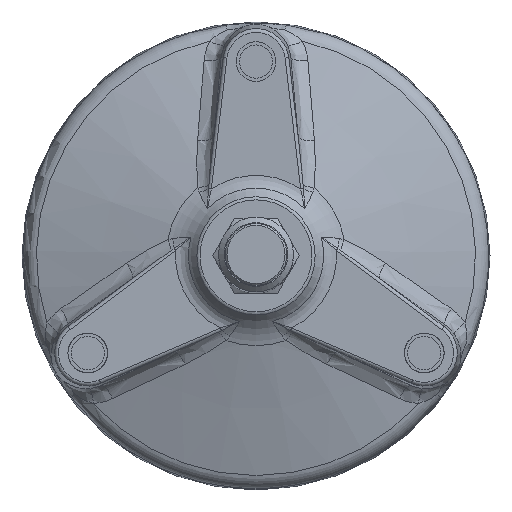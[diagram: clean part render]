
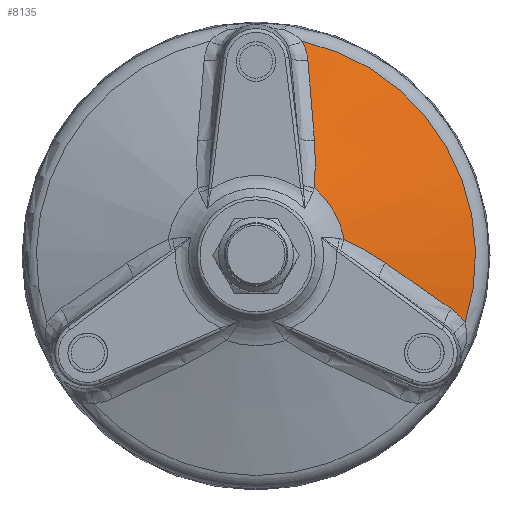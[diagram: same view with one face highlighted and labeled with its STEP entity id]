
A CAD part, top view. The second image highlights one B-rep face of the part: STEP entity #8135.
In plain terms, the highlighted conical face has half-angle 73.2 degrees and reference radius 61.888 mm.
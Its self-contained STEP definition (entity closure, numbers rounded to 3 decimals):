
#654=B_SPLINE_CURVE_WITH_KNOTS('',3,(#11443,#11444,#11445,#11446,#11447),
 .UNSPECIFIED.,.F.,.F.,(4,1,4),(0.,0.007,
0.013),.UNSPECIFIED.);
#655=B_SPLINE_CURVE_WITH_KNOTS('',3,(#11465,#11466,#11467,#11468,#11469),
 .UNSPECIFIED.,.F.,.F.,(4,1,4),(0.,0.007,0.013),
 .UNSPECIFIED.);
#657=B_SPLINE_CURVE_WITH_KNOTS('',3,(#11489,#11490,#11491,#11492),
 .UNSPECIFIED.,.F.,.F.,(4,4),(0.,0.022),.UNSPECIFIED.);
#659=B_SPLINE_CURVE_WITH_KNOTS('',3,(#11514,#11515,#11516,#11517),
 .UNSPECIFIED.,.F.,.F.,(4,4),(0.,0.006),
 .UNSPECIFIED.);
#660=B_SPLINE_CURVE_WITH_KNOTS('',3,(#11530,#11531,#11532,#11533),
 .UNSPECIFIED.,.F.,.F.,(4,4),(0.,0.022),.UNSPECIFIED.);
#663=B_SPLINE_CURVE_WITH_KNOTS('',3,(#11562,#11563,#11564,#11565),
 .UNSPECIFIED.,.F.,.F.,(4,4),(0.,0.006),.UNSPECIFIED.);
#832=CONICAL_SURFACE('',#8577,61.888,1.278);
#1284=ORIENTED_EDGE('',*,*,#2717,.T.);
#1285=ORIENTED_EDGE('',*,*,#2716,.T.);
#1286=ORIENTED_EDGE('',*,*,#2770,.T.);
#1287=ORIENTED_EDGE('',*,*,#2723,.T.);
#1288=ORIENTED_EDGE('',*,*,#2712,.T.);
#1289=ORIENTED_EDGE('',*,*,#2709,.T.);
#1290=ORIENTED_EDGE('',*,*,#2754,.T.);
#1291=ORIENTED_EDGE('',*,*,#2707,.T.);
#2707=EDGE_CURVE('',#3475,#3484,#654,.T.);
#2709=EDGE_CURVE('',#3485,#3473,#655,.T.);
#2712=EDGE_CURVE('',#3486,#3485,#657,.T.);
#2716=EDGE_CURVE('',#3488,#3490,#659,.T.);
#2717=EDGE_CURVE('',#3484,#3488,#660,.T.);
#2723=EDGE_CURVE('',#3492,#3486,#663,.T.);
#2754=EDGE_CURVE('',#3473,#3475,#4012,.T.);
#2770=EDGE_CURVE('',#3490,#3492,#4019,.T.);
#3473=VERTEX_POINT('',#11244);
#3475=VERTEX_POINT('',#11261);
#3484=VERTEX_POINT('',#11442);
#3485=VERTEX_POINT('',#11464);
#3486=VERTEX_POINT('',#11483);
#3488=VERTEX_POINT('',#11506);
#3490=VERTEX_POINT('',#11513);
#3492=VERTEX_POINT('',#11556);
#4012=CIRCLE('',#8565,23.973);
#4019=CIRCLE('',#8578,58.647);
#4400=EDGE_LOOP('',(#1284,#1285,#1286,#1287,#1288,#1289,#1290,#1291));
#4860=FACE_BOUND('',#4400,.T.);
#8135=ADVANCED_FACE('',(#4860),#832,.T.);
#8565=AXIS2_PLACEMENT_3D('',#11778,#9387,#9388);
#8577=AXIS2_PLACEMENT_3D('',#11899,#9411,#9412);
#8578=AXIS2_PLACEMENT_3D('',#11900,#9413,#9414);
#9387=DIRECTION('',(0.,0.,-1.));
#9388=DIRECTION('',(-1.,0.,0.));
#9411=DIRECTION('',(0.,0.,-1.));
#9412=DIRECTION('',(-1.,0.,0.));
#9413=DIRECTION('',(0.,0.,1.));
#9414=DIRECTION('',(1.,0.,0.));
#11244=CARTESIAN_POINT('',(15.548,18.247,18.447));
#11261=CARTESIAN_POINT('',(23.576,4.341,18.447));
#11442=CARTESIAN_POINT('',(34.553,-1.938,15.236));
#11443=CARTESIAN_POINT('',(23.576,4.341,18.447));
#11444=CARTESIAN_POINT('',(25.511,3.48,17.92));
#11445=CARTESIAN_POINT('',(29.253,1.511,16.862));
#11446=CARTESIAN_POINT('',(32.812,-0.744,15.781));
#11447=CARTESIAN_POINT('',(34.553,-1.938,15.236));
#11464=CARTESIAN_POINT('',(15.598,30.893,15.236));
#11465=CARTESIAN_POINT('',(15.598,30.893,15.236));
#11466=CARTESIAN_POINT('',(15.762,28.787,15.782));
#11467=CARTESIAN_POINT('',(15.935,24.574,16.863));
#11468=CARTESIAN_POINT('',(15.769,20.356,17.919));
#11469=CARTESIAN_POINT('',(15.548,18.247,18.447));
#11483=CARTESIAN_POINT('',(13.852,52.183,9.384));
#11489=CARTESIAN_POINT('',(13.852,52.183,9.384));
#11490=CARTESIAN_POINT('',(14.455,45.107,11.403));
#11491=CARTESIAN_POINT('',(15.044,38.02,13.391));
#11492=CARTESIAN_POINT('',(15.598,30.893,15.236));
#11506=CARTESIAN_POINT('',(52.118,-14.095,9.384));
#11513=CARTESIAN_POINT('',(55.847,-17.904,7.978));
#11514=CARTESIAN_POINT('',(52.118,-14.095,9.384));
#11515=CARTESIAN_POINT('',(53.592,-15.123,8.874));
#11516=CARTESIAN_POINT('',(54.84,-16.388,8.408));
#11517=CARTESIAN_POINT('',(55.847,-17.904,7.978));
#11530=CARTESIAN_POINT('',(34.553,-1.938,15.236));
#11531=CARTESIAN_POINT('',(40.449,-5.982,13.391));
#11532=CARTESIAN_POINT('',(46.291,-10.035,11.403));
#11533=CARTESIAN_POINT('',(52.118,-14.095,9.384));
#11556=CARTESIAN_POINT('',(12.418,57.317,7.978));
#11562=CARTESIAN_POINT('',(12.418,57.317,7.978));
#11563=CARTESIAN_POINT('',(13.225,55.692,8.406));
#11564=CARTESIAN_POINT('',(13.7,53.969,8.875));
#11565=CARTESIAN_POINT('',(13.852,52.183,9.384));
#11778=CARTESIAN_POINT('',(0.,0.,18.447));
#11899=CARTESIAN_POINT('',(0.,0.,7.));
#11900=CARTESIAN_POINT('',(0.,0.,7.978));
